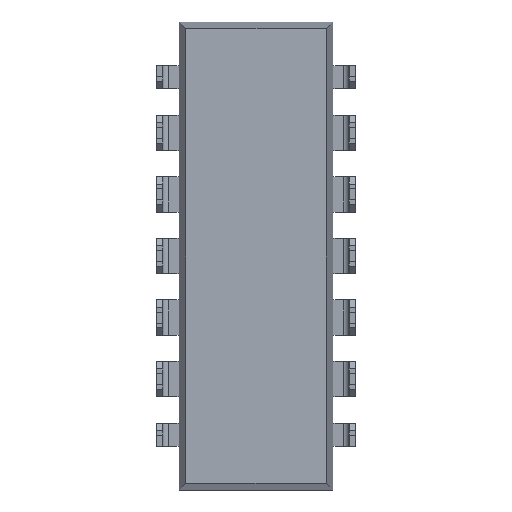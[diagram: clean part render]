
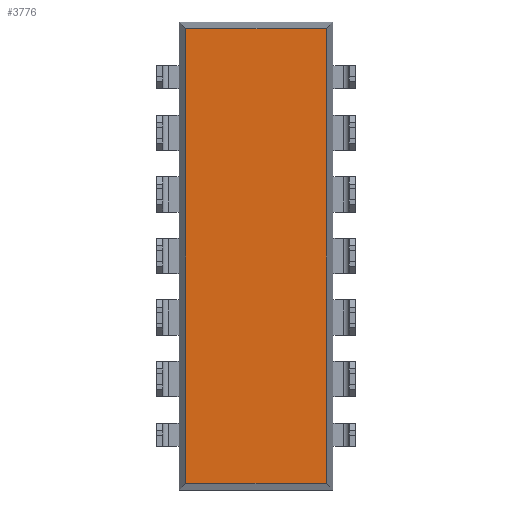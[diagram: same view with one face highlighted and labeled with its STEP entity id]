
A CAD part, front view. The second image highlights one B-rep face of the part: STEP entity #3776.
In plain terms, the highlighted planar face has unit normal (0, -1, 0).
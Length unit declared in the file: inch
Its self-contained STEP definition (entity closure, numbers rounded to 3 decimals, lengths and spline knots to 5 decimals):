
#254 = DIRECTION ( 'NONE',  ( 0., -1., 0. ) ) ;
#395 = VECTOR ( 'NONE', #3932, 39.37008 ) ;
#422 = EDGE_CURVE ( 'NONE', #2127, #1360, #3617, .T. ) ;
#801 = DIRECTION ( 'NONE',  ( 1., 0., 0. ) ) ;
#1026 = DIRECTION ( 'NONE',  ( 0., 0., -1. ) ) ;
#1073 = EDGE_CURVE ( 'NONE', #1360, #5870, #4199, .T. ) ;
#1089 = ORIENTED_EDGE ( 'NONE', *, *, #1073, .T. ) ;
#1360 = VERTEX_POINT ( 'NONE', #3295 ) ;
#1510 = LINE ( 'NONE', #6510, #4458 ) ;
#1553 = CARTESIAN_POINT ( 'NONE',  ( -0.11381, 0.02, 0.36881 ) ) ;
#1690 = CARTESIAN_POINT ( 'NONE',  ( 0., 0.02, -0.36881 ) ) ;
#1692 = VERTEX_POINT ( 'NONE', #5756 ) ;
#2127 = VERTEX_POINT ( 'NONE', #2372 ) ;
#2174 = DIRECTION ( 'NONE',  ( 0., 0., 1. ) ) ;
#2257 = CARTESIAN_POINT ( 'NONE',  ( 0.11381, 0.02, 0. ) ) ;
#2372 = CARTESIAN_POINT ( 'NONE',  ( 0.11381, 0.02, -0.36881 ) ) ;
#2666 = FACE_OUTER_BOUND ( 'NONE', #4523, .T. ) ;
#2669 = VECTOR ( 'NONE', #2174, 39.37008 ) ;
#2991 = DIRECTION ( 'NONE',  ( -1., 0., 0. ) ) ;
#3295 = CARTESIAN_POINT ( 'NONE',  ( 0.11381, 0.02, 0.36881 ) ) ;
#3335 = LINE ( 'NONE', #1690, #395 ) ;
#3526 = CARTESIAN_POINT ( 'NONE',  ( 0., 0.02, 0. ) ) ;
#3617 = LINE ( 'NONE', #2257, #2669 ) ;
#3776 = ADVANCED_FACE ( 'NONE', ( #2666 ), #6799, .T. ) ;
#3932 = DIRECTION ( 'NONE',  ( 1., 0., 0. ) ) ;
#4199 = LINE ( 'NONE', #4700, #4463 ) ;
#4437 = ORIENTED_EDGE ( 'NONE', *, *, #6202, .T. ) ;
#4458 = VECTOR ( 'NONE', #1026, 39.37008 ) ;
#4463 = VECTOR ( 'NONE', #2991, 39.37008 ) ;
#4523 = EDGE_LOOP ( 'NONE', ( #5052, #4437, #6356, #1089 ) ) ;
#4700 = CARTESIAN_POINT ( 'NONE',  ( 0., 0.02, 0.36881 ) ) ;
#5052 = ORIENTED_EDGE ( 'NONE', *, *, #5850, .T. ) ;
#5756 = CARTESIAN_POINT ( 'NONE',  ( -0.11381, 0.02, -0.36881 ) ) ;
#5850 = EDGE_CURVE ( 'NONE', #5870, #1692, #1510, .T. ) ;
#5870 = VERTEX_POINT ( 'NONE', #1553 ) ;
#6202 = EDGE_CURVE ( 'NONE', #1692, #2127, #3335, .T. ) ;
#6356 = ORIENTED_EDGE ( 'NONE', *, *, #422, .T. ) ;
#6461 = AXIS2_PLACEMENT_3D ( 'NONE', #3526, #254, #801 ) ;
#6510 = CARTESIAN_POINT ( 'NONE',  ( -0.11381, 0.02, 0. ) ) ;
#6799 = PLANE ( 'NONE',  #6461 ) ;
